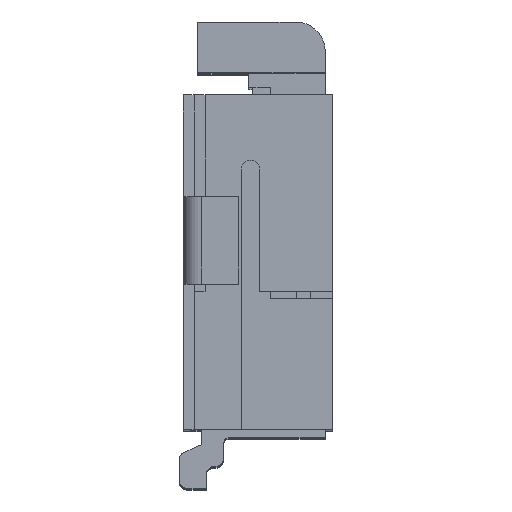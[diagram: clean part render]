
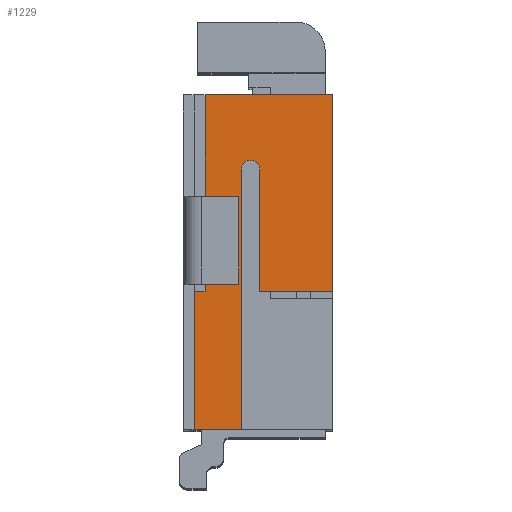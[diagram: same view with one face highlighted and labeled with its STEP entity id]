
A CAD part, top view. The second image highlights one B-rep face of the part: STEP entity #1229.
In plain terms, the highlighted planar face has unit normal (0, 0, 1).
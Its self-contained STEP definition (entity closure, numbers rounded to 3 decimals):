
#246 = VERTEX_POINT('',#247);
#247 = CARTESIAN_POINT('',(-1.215,-3.591,15.258));
#253 = EDGE_CURVE('',#246,#254,#256,.T.);
#254 = VERTEX_POINT('',#255);
#255 = CARTESIAN_POINT('',(-1.865,-3.591,15.258));
#256 = LINE('',#257,#258);
#257 = CARTESIAN_POINT('',(0.035,-3.591,15.258));
#258 = VECTOR('',#259,1.);
#259 = DIRECTION('',(-1.,-0.,-0.));
#334 = VERTEX_POINT('',#335);
#335 = CARTESIAN_POINT('',(-1.715,1.009,15.258));
#341 = EDGE_CURVE('',#334,#342,#344,.T.);
#342 = VERTEX_POINT('',#343);
#343 = CARTESIAN_POINT('',(0.035,1.009,15.258));
#344 = LINE('',#345,#346);
#345 = CARTESIAN_POINT('',(-1.107,1.009,15.258));
#346 = VECTOR('',#347,1.);
#347 = DIRECTION('',(1.,0.,0.));
#1209 = EDGE_CURVE('',#246,#1210,#1212,.T.);
#1210 = VERTEX_POINT('',#1211);
#1211 = CARTESIAN_POINT('',(-1.215,-0.016,15.258)
  );
#1212 = LINE('',#1213,#1214);
#1213 = CARTESIAN_POINT('',(-1.215,1.009,15.258));
#1214 = VECTOR('',#1215,1.);
#1215 = DIRECTION('',(0.,1.,0.));
#1229 = ADVANCED_FACE('',(#1230),#1288,.T.);
#1230 = FACE_BOUND('',#1231,.T.);
#1231 = EDGE_LOOP('',(#1232,#1240,#1241,#1249,#1257,#1263,#1264,#1265,
    #1274,#1282));
#1232 = ORIENTED_EDGE('',*,*,#1233,.T.);
#1233 = EDGE_CURVE('',#1234,#342,#1236,.T.);
#1234 = VERTEX_POINT('',#1235);
#1235 = CARTESIAN_POINT('',(0.035,-1.691,15.258)
  );
#1236 = LINE('',#1237,#1238);
#1237 = CARTESIAN_POINT('',(0.035,1.009,15.258));
#1238 = VECTOR('',#1239,1.);
#1239 = DIRECTION('',(0.,1.,0.));
#1240 = ORIENTED_EDGE('',*,*,#341,.F.);
#1241 = ORIENTED_EDGE('',*,*,#1242,.T.);
#1242 = EDGE_CURVE('',#334,#1243,#1245,.T.);
#1243 = VERTEX_POINT('',#1244);
#1244 = CARTESIAN_POINT('',(-1.715,-1.691,15.258));
#1245 = LINE('',#1246,#1247);
#1246 = CARTESIAN_POINT('',(-1.715,1.009,15.258));
#1247 = VECTOR('',#1248,1.);
#1248 = DIRECTION('',(0.,-1.,0.));
#1249 = ORIENTED_EDGE('',*,*,#1250,.T.);
#1250 = EDGE_CURVE('',#1243,#1251,#1253,.T.);
#1251 = VERTEX_POINT('',#1252);
#1252 = CARTESIAN_POINT('',(-1.865,-1.691,15.258));
#1253 = LINE('',#1254,#1255);
#1254 = CARTESIAN_POINT('',(-0.265,-1.691,15.258));
#1255 = VECTOR('',#1256,1.);
#1256 = DIRECTION('',(-1.,0.,0.));
#1257 = ORIENTED_EDGE('',*,*,#1258,.T.);
#1258 = EDGE_CURVE('',#1251,#254,#1259,.T.);
#1259 = LINE('',#1260,#1261);
#1260 = CARTESIAN_POINT('',(-1.865,1.009,15.258));
#1261 = VECTOR('',#1262,1.);
#1262 = DIRECTION('',(0.,-1.,0.));
#1263 = ORIENTED_EDGE('',*,*,#253,.F.);
#1264 = ORIENTED_EDGE('',*,*,#1209,.T.);
#1265 = ORIENTED_EDGE('',*,*,#1266,.T.);
#1266 = EDGE_CURVE('',#1210,#1267,#1269,.T.);
#1267 = VERTEX_POINT('',#1268);
#1268 = CARTESIAN_POINT('',(-0.965,-0.016,15.258)
  );
#1269 = CIRCLE('',#1270,0.125);
#1270 = AXIS2_PLACEMENT_3D('',#1271,#1272,#1273);
#1271 = CARTESIAN_POINT('',(-1.09,-0.016,15.258)
  );
#1272 = DIRECTION('',(0.,0.,-1.));
#1273 = DIRECTION('',(1.,0.,0.));
#1274 = ORIENTED_EDGE('',*,*,#1275,.T.);
#1275 = EDGE_CURVE('',#1267,#1276,#1278,.T.);
#1276 = VERTEX_POINT('',#1277);
#1277 = CARTESIAN_POINT('',(-0.965,-1.691,15.258));
#1278 = LINE('',#1279,#1280);
#1279 = CARTESIAN_POINT('',(-0.965,1.009,15.258));
#1280 = VECTOR('',#1281,1.);
#1281 = DIRECTION('',(0.,-1.,0.));
#1282 = ORIENTED_EDGE('',*,*,#1283,.T.);
#1283 = EDGE_CURVE('',#1276,#1234,#1284,.T.);
#1284 = LINE('',#1285,#1286);
#1285 = CARTESIAN_POINT('',(-0.265,-1.691,15.258));
#1286 = VECTOR('',#1287,1.);
#1287 = DIRECTION('',(1.,0.,0.));
#1288 = PLANE('',#1289);
#1289 = AXIS2_PLACEMENT_3D('',#1290,#1291,#1292);
#1290 = CARTESIAN_POINT('',(-0.265,1.009,15.258));
#1291 = DIRECTION('',(0.,0.,1.));
#1292 = DIRECTION('',(1.,0.,0.));
